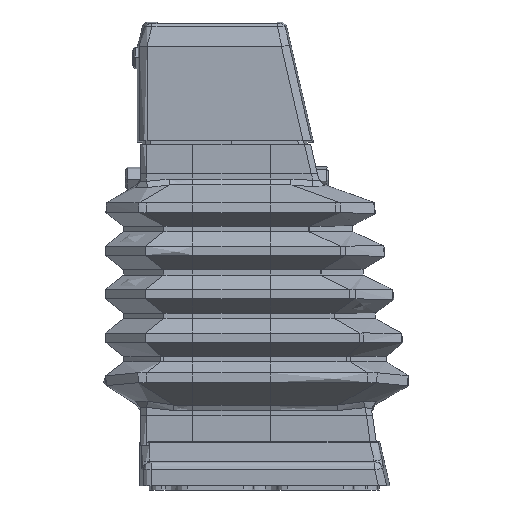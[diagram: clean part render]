
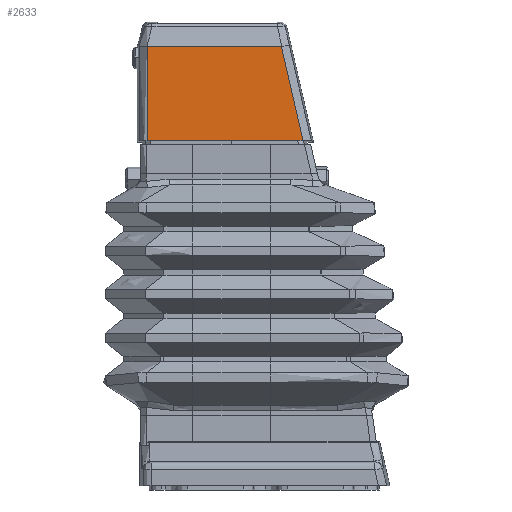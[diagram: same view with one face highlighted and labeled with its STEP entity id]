
A CAD part, left-side view. The second image highlights one B-rep face of the part: STEP entity #2633.
In plain terms, the highlighted face is planar.
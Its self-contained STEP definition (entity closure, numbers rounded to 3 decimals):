
#2444 = VERTEX_POINT ( 'NONE', #38522 ) ;
#2445 = ORIENTED_EDGE ( 'NONE', *, *, #2447, .T. ) ;
#2447 = EDGE_CURVE ( 'NONE', #2444, #2450, #38585, .T. ) ;
#2450 = VERTEX_POINT ( 'NONE', #38578 ) ;
#2453 = ORIENTED_EDGE ( 'NONE', *, *, #2455, .T. ) ;
#2455 = EDGE_CURVE ( 'NONE', #2450, #2638, #38573, .T. ) ;
#2490 = EDGE_LOOP ( 'NONE', ( #2635, #2642, #2445, #2453 ) ) ;
#2633 = ADVANCED_FACE ( 'NONE', ( #38867 ), #38866, .T. ) ;
#2635 = ORIENTED_EDGE ( 'NONE', *, *, #2636, .T. ) ;
#2636 = EDGE_CURVE ( 'NONE', #2638, #2640, #38862, .T. ) ;
#2638 = VERTEX_POINT ( 'NONE', #38850 ) ;
#2640 = VERTEX_POINT ( 'NONE', #38848 ) ;
#2642 = ORIENTED_EDGE ( 'NONE', *, *, #2645, .T. ) ;
#2645 = EDGE_CURVE ( 'NONE', #2640, #2444, #38846, .T. ) ;
#38522 = CARTESIAN_POINT ( 'NONE',  ( -127.871, -31.807, -37. ) ) ;
#38568 = DIRECTION ( 'NONE',  ( 1., 0., 0. ) ) ;
#38569 = VECTOR ( 'NONE', #38568, 1000. ) ;
#38571 = CARTESIAN_POINT ( 'NONE',  ( -80., 35.134, -37. ) ) ;
#38573 = LINE ( 'NONE', #38571, #38569 ) ;
#38578 = CARTESIAN_POINT ( 'NONE',  ( -127.871, 35.134, -37. ) ) ;
#38580 = DIRECTION ( 'NONE',  ( 0., 1., 0. ) ) ;
#38581 = VECTOR ( 'NONE', #38580, 1000. ) ;
#38583 = CARTESIAN_POINT ( 'NONE',  ( -127.871, 52.862, -37. ) ) ;
#38585 = LINE ( 'NONE', #38583, #38581 ) ;
#38843 = DIRECTION ( 'NONE',  ( -0.974, 0.225, 0. ) ) ;
#38844 = VECTOR ( 'NONE', #38843, 1000. ) ;
#38845 = CARTESIAN_POINT ( 'NONE',  ( -100.98, -38.015, -37. ) ) ;
#38846 = LINE ( 'NONE', #38845, #38844 ) ;
#38848 = CARTESIAN_POINT ( 'NONE',  ( -80.969, -42.635, -37. ) ) ;
#38850 = CARTESIAN_POINT ( 'NONE',  ( -80.969, 35.134, -37. ) ) ;
#38851 = DIRECTION ( 'NONE',  ( 0., -1., 0. ) ) ;
#38852 = VECTOR ( 'NONE', #38851, 1000. ) ;
#38853 = CARTESIAN_POINT ( 'NONE',  ( -80.969, 75., -37. ) ) ;
#38858 = DIRECTION ( 'NONE',  ( -1., 0., 0. ) ) ;
#38860 = DIRECTION ( 'NONE',  ( 0., 0., -1. ) ) ;
#38861 = AXIS2_PLACEMENT_3D ( 'NONE', #38864, #38860, #38858 ) ;
#38862 = LINE ( 'NONE', #38853, #38852 ) ;
#38864 = CARTESIAN_POINT ( 'NONE',  ( -80., 52.862, -37. ) ) ;
#38866 = PLANE ( 'NONE',  #38861 ) ;
#38867 = FACE_OUTER_BOUND ( 'NONE', #2490, .T. ) ;
